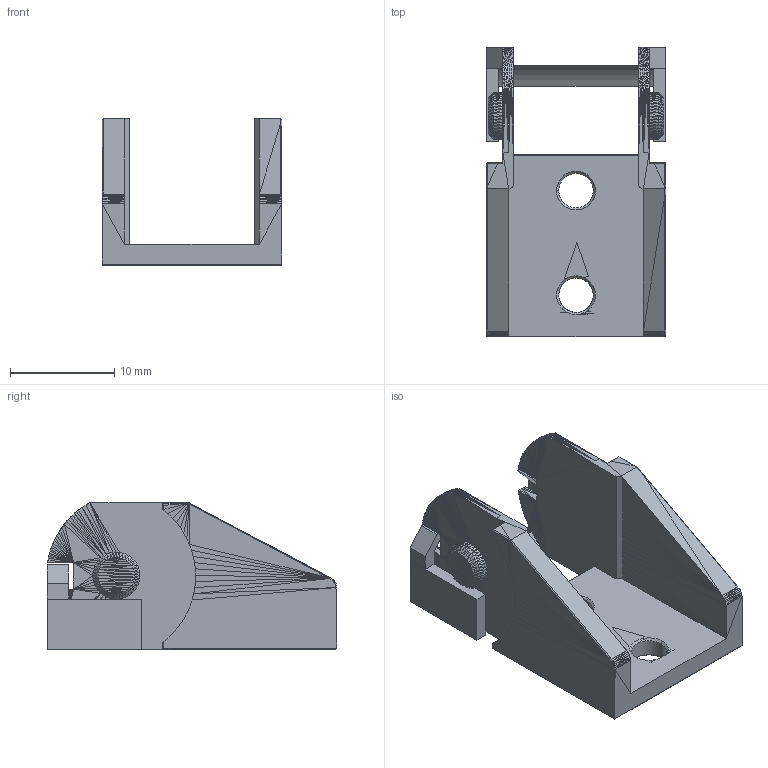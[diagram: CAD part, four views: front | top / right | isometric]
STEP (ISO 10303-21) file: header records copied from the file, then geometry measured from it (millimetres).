
FILE_DESCRIPTION (( 'STEP AP214' ), '1' );
FILE_NAME ('10x11-chain-edge1_support.STEP', '2020-06-07T09:48:15', ( '' ), ( '' ), 'SwSTEP 2.0', 'SolidWorks 2019', '' );
FILE_SCHEMA (( 'AUTOMOTIVE_DESIGN' ));
Length unit declared in the file: millimetre
Products named in the file (1): 10x11-chain-edge1_support
Bounding box: 17.2 x 27.74 x 14 mm (x, y, z)
Volume: 1572.5 mm3; surface area: 2394.5 mm2
Topology: 3 solids, 3 shells, 2428 faces, 4021 edges, 1598 vertices
Faces by surface type: plane 2361, cone 62, cylinder 5
Entity records: 50975 total; most frequent: DIRECTION 9013, CARTESIAN_POINT 8048, ORIENTED_EDGE 8042, EDGE_CURVE 4021, LINE 3887, VECTOR 3887, AXIS2_PLACEMENT_3D 2563, EDGE_LOOP 2431
